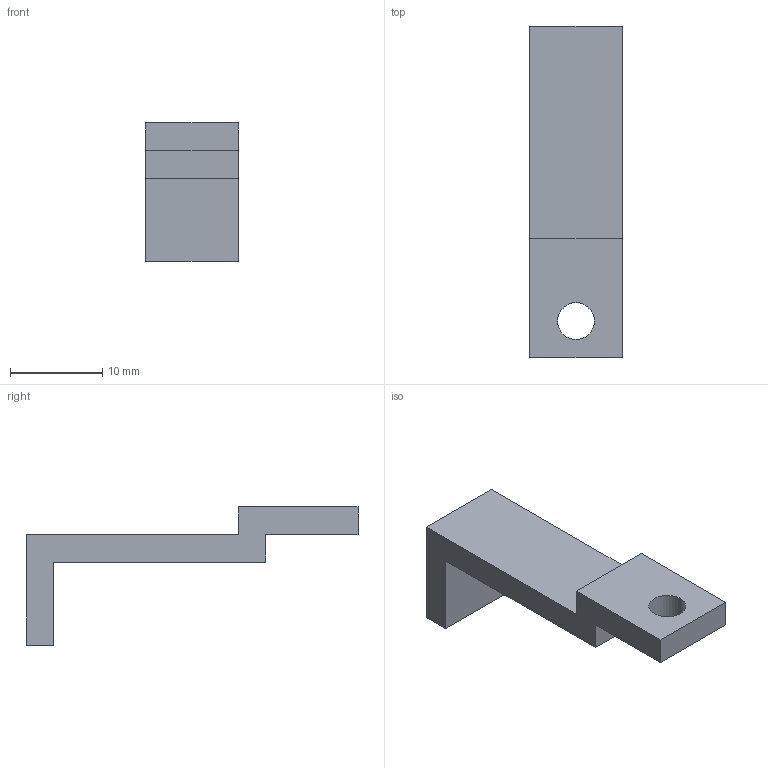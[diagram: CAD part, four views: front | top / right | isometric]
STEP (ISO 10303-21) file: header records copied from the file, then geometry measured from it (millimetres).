
FILE_DESCRIPTION((''),'2;1');
FILE_NAME('MOUNT_FIX','2020-01-15T23:16:27',('max'),(''),'CREO PARAMETRIC BY PTC INC, 2019224','CREO PARAMETRIC BY PTC INC, 2019224','');
FILE_SCHEMA(('CONFIG_CONTROL_DESIGN'));
Length unit declared in the file: millimetre
Products named in the file (1): MOUNT_FIX
Bounding box: 10 x 36 x 15 mm (x, y, z)
Volume: 878.6 mm3; surface area: 1820.9 mm2
Topology: 1 solids, 1 shells, 28 faces, 78 edges, 50 vertices
Faces by surface type: plane 24, cylinder 4
Entity records: 928 total; most frequent: CARTESIAN_POINT 156, ORIENTED_EDGE 156, DIRECTION 142, EDGE_CURVE 78, VECTOR 70, LINE 70, VERTEX_POINT 50, AXIS2_PLACEMENT_3D 36
